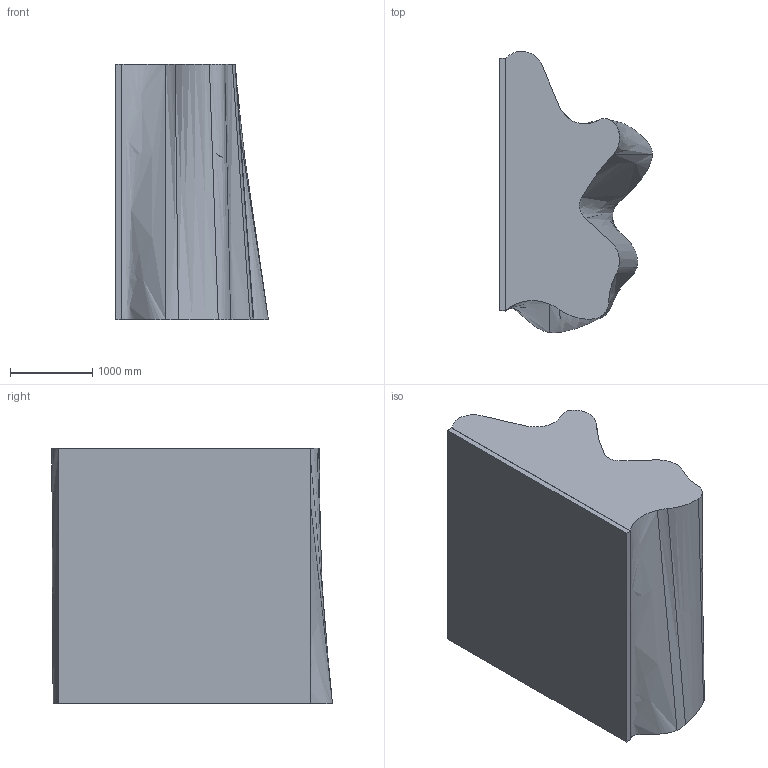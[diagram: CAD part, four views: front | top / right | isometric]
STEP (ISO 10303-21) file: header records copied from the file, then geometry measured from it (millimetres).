
FILE_DESCRIPTION(/* description */ (''),/* implementation_level */ '2;1');
FILE_NAME(/* name */ 'Logico_parete_3Dok',/* time_stamp */ '2012-03-22T14:59:58+01:00',/* author */ (''),/* organization */ (''),/* preprocessor_version */ 'ST-DEVELOPER v10',/* originating_system */ '',/* authorisation */ '');
FILE_SCHEMA (('CONFIG_CONTROL_DESIGN'));
Length unit declared in the file: centimetre
Products named in the file (1): 1
Bounding box: 1853.94 x 3407.15 x 3100 mm (x, y, z)
Volume: 1064822452.4 mm3; surface area: 45936487.1 mm2
Topology: 5 solids, 6 shells, 62 faces, 189 edges, 166 vertices
Faces by surface type: bspline 49, plane 13
Entity records: 2941 total; most frequent: CARTESIAN_POINT 2046, ORIENTED_EDGE 270, EDGE_CURVE 145, VERTEX_POINT 94, ADVANCED_FACE 62, FACE_OUTER_BOUND 62, EDGE_LOOP 62, B_SPLINE_CURVE_WITH_KNOTS 46
